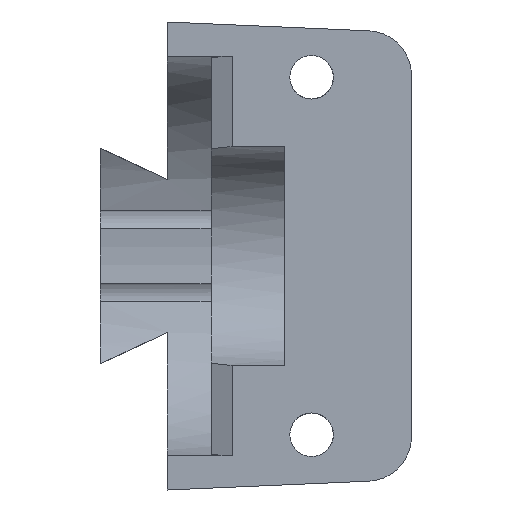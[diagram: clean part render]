
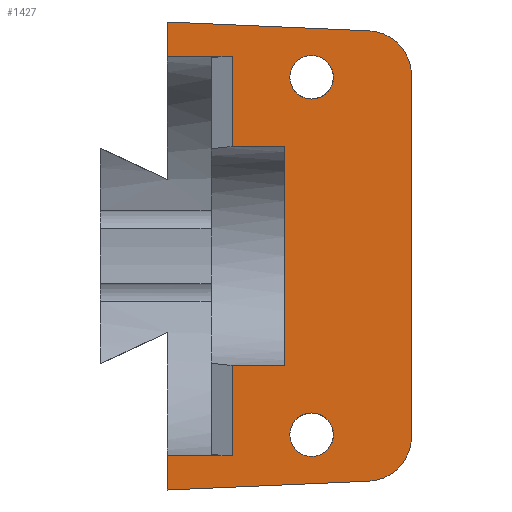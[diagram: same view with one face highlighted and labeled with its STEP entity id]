
A CAD part, left-side view. The second image highlights one B-rep face of the part: STEP entity #1427.
In plain terms, the highlighted planar face has unit normal (-1, 0, 0).
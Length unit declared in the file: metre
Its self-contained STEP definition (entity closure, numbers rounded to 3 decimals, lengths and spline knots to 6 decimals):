
#98=PLANE('',#1529);
#132=LINE('',#2007,#225);
#141=LINE('',#2041,#234);
#142=LINE('',#2044,#235);
#143=LINE('',#2046,#236);
#144=LINE('',#2048,#237);
#145=LINE('',#2050,#238);
#146=LINE('',#2052,#239);
#147=LINE('',#2054,#240);
#148=LINE('',#2058,#241);
#149=LINE('',#2062,#242);
#150=LINE('',#2064,#243);
#151=LINE('',#2065,#244);
#225=VECTOR('',#1661,1.);
#234=VECTOR('',#1684,1.);
#235=VECTOR('',#1685,1.);
#236=VECTOR('',#1686,1.);
#237=VECTOR('',#1687,1.);
#238=VECTOR('',#1688,1.);
#239=VECTOR('',#1689,1.);
#240=VECTOR('',#1690,1.);
#241=VECTOR('',#1693,1.);
#242=VECTOR('',#1696,1.);
#243=VECTOR('',#1697,1.);
#244=VECTOR('',#1698,1.);
#347=ORIENTED_EDGE('',*,*,#779,.F.);
#348=ORIENTED_EDGE('',*,*,#780,.F.);
#349=ORIENTED_EDGE('',*,*,#781,.T.);
#350=ORIENTED_EDGE('',*,*,#782,.F.);
#351=ORIENTED_EDGE('',*,*,#783,.T.);
#352=ORIENTED_EDGE('',*,*,#784,.T.);
#353=ORIENTED_EDGE('',*,*,#785,.F.);
#354=ORIENTED_EDGE('',*,*,#786,.F.);
#355=ORIENTED_EDGE('',*,*,#787,.F.);
#356=ORIENTED_EDGE('',*,*,#788,.T.);
#357=ORIENTED_EDGE('',*,*,#789,.T.);
#358=ORIENTED_EDGE('',*,*,#790,.T.);
#359=ORIENTED_EDGE('',*,*,#765,.F.);
#360=ORIENTED_EDGE('',*,*,#791,.T.);
#361=ORIENTED_EDGE('',*,*,#792,.F.);
#362=ORIENTED_EDGE('',*,*,#793,.T.);
#765=EDGE_CURVE('',#981,#976,#132,.T.);
#779=EDGE_CURVE('',#995,#996,#141,.F.);
#780=EDGE_CURVE('',#997,#995,#142,.T.);
#781=EDGE_CURVE('',#997,#998,#143,.F.);
#782=EDGE_CURVE('',#999,#998,#144,.T.);
#783=EDGE_CURVE('',#999,#1000,#145,.T.);
#784=EDGE_CURVE('',#1000,#1001,#146,.T.);
#785=EDGE_CURVE('',#1002,#1001,#147,.T.);
#786=EDGE_CURVE('',#1003,#1002,#1130,.T.);
#787=EDGE_CURVE('',#1004,#1003,#148,.T.);
#788=EDGE_CURVE('',#1004,#1005,#1131,.T.);
#789=EDGE_CURVE('',#1005,#1006,#149,.T.);
#790=EDGE_CURVE('',#1006,#976,#150,.T.);
#791=EDGE_CURVE('',#981,#996,#151,.T.);
#792=EDGE_CURVE('',#1007,#1007,#1132,.T.);
#793=EDGE_CURVE('',#1008,#1008,#1133,.T.);
#976=VERTEX_POINT('',#1996);
#981=VERTEX_POINT('',#2006);
#995=VERTEX_POINT('',#2042);
#996=VERTEX_POINT('',#2043);
#997=VERTEX_POINT('',#2045);
#998=VERTEX_POINT('',#2047);
#999=VERTEX_POINT('',#2049);
#1000=VERTEX_POINT('',#2051);
#1001=VERTEX_POINT('',#2053);
#1002=VERTEX_POINT('',#2055);
#1003=VERTEX_POINT('',#2057);
#1004=VERTEX_POINT('',#2059);
#1005=VERTEX_POINT('',#2061);
#1006=VERTEX_POINT('',#2063);
#1007=VERTEX_POINT('',#2067);
#1008=VERTEX_POINT('',#2069);
#1130=CIRCLE('',#1530,0.002);
#1131=CIRCLE('',#1531,0.002);
#1132=CIRCLE('',#1532,0.000975);
#1133=CIRCLE('',#1533,0.000975);
#1182=EDGE_LOOP('',(#347,#348,#349,#350,#351,#352,#353,#354,#355,#356,#357,
#358,#359,#360));
#1183=EDGE_LOOP('',(#361));
#1184=EDGE_LOOP('',(#362));
#1292=FACE_BOUND('',#1182,.T.);
#1293=FACE_BOUND('',#1183,.T.);
#1294=FACE_BOUND('',#1184,.T.);
#1427=ADVANCED_FACE('',(#1292,#1293,#1294),#98,.T.);
#1529=AXIS2_PLACEMENT_3D('',#2040,#1682,#1683);
#1530=AXIS2_PLACEMENT_3D('',#2056,#1691,#1692);
#1531=AXIS2_PLACEMENT_3D('',#2060,#1694,#1695);
#1532=AXIS2_PLACEMENT_3D('',#2066,#1699,#1700);
#1533=AXIS2_PLACEMENT_3D('',#2068,#1701,#1702);
#1661=DIRECTION('',(0.,1.,0.));
#1682=DIRECTION('',(-1.,0.,0.));
#1683=DIRECTION('',(0.,0.,1.));
#1684=DIRECTION('',(0.,-1.,0.));
#1685=DIRECTION('',(0.,0.,1.));
#1686=DIRECTION('',(0.,-1.,0.));
#1687=DIRECTION('',(0.,0.,1.));
#1688=DIRECTION('',(0.,1.,0.));
#1689=DIRECTION('',(0.,0.,-1.));
#1690=DIRECTION('',(0.,0.999,-0.044));
#1691=DIRECTION('',(1.,0.,0.));
#1692=DIRECTION('',(0.,0.,-1.));
#1693=DIRECTION('',(0.,0.,-1.));
#1694=DIRECTION('',(-1.,0.,0.));
#1695=DIRECTION('',(0.,0.,1.));
#1696=DIRECTION('',(0.,0.999,0.044));
#1697=DIRECTION('',(0.,0.,-1.));
#1698=DIRECTION('',(0.,0.,-1.));
#1699=DIRECTION('',(-1.,0.,0.));
#1700=DIRECTION('',(0.,0.,1.));
#1701=DIRECTION('',(1.,0.,0.));
#1702=DIRECTION('',(0.,0.,-1.));
#1996=CARTESIAN_POINT('',(0.001,-0.00455,0.008944));
#2006=CARTESIAN_POINT('',(0.001,-0.007442,0.008944));
#2007=CARTESIAN_POINT('',(0.001,-0.011,0.008944));
#2040=CARTESIAN_POINT('',(0.001,-0.011,0.008));
#2041=CARTESIAN_POINT('',(0.001,-0.0065,0.004899));
#2042=CARTESIAN_POINT('',(0.001,-0.0098,0.004899));
#2043=CARTESIAN_POINT('',(0.001,-0.007442,0.004899));
#2044=CARTESIAN_POINT('',(0.001,-0.0098,-0.004899));
#2045=CARTESIAN_POINT('',(0.001,-0.0098,-0.004899));
#2046=CARTESIAN_POINT('',(0.001,-0.0065,-0.004899));
#2047=CARTESIAN_POINT('',(0.001,-0.007442,-0.004899));
#2048=CARTESIAN_POINT('',(0.001,-0.007442,-0.004899));
#2049=CARTESIAN_POINT('',(0.001,-0.007442,-0.008944));
#2050=CARTESIAN_POINT('',(0.001,-0.011,-0.008944));
#2051=CARTESIAN_POINT('',(0.001,-0.00455,-0.008944));
#2052=CARTESIAN_POINT('',(0.001,-0.00455,0.008));
#2053=CARTESIAN_POINT('',(0.001,-0.00455,-0.010477));
#2054=CARTESIAN_POINT('',(0.001,0.0095,-0.01109));
#2055=CARTESIAN_POINT('',(0.001,-0.013562,-0.010084));
#2056=CARTESIAN_POINT('',(0.001,-0.013475,-0.008085));
#2057=CARTESIAN_POINT('',(0.001,-0.015475,-0.008085));
#2058=CARTESIAN_POINT('',(0.001,-0.015475,0.01));
#2059=CARTESIAN_POINT('',(0.001,-0.015475,0.008085));
#2060=CARTESIAN_POINT('',(0.001,-0.013475,0.008085));
#2061=CARTESIAN_POINT('',(0.001,-0.013562,0.010084));
#2062=CARTESIAN_POINT('',(0.001,0.0095,0.01109));
#2063=CARTESIAN_POINT('',(0.001,-0.00455,0.010477));
#2064=CARTESIAN_POINT('',(0.001,-0.00455,0.008));
#2065=CARTESIAN_POINT('',(0.001,-0.007442,0.004899));
#2066=CARTESIAN_POINT('',(0.001,-0.011,0.008));
#2067=CARTESIAN_POINT('',(0.001,-0.011,0.008975));
#2068=CARTESIAN_POINT('',(0.001,-0.011,-0.008));
#2069=CARTESIAN_POINT('',(0.001,-0.011,-0.008975));
